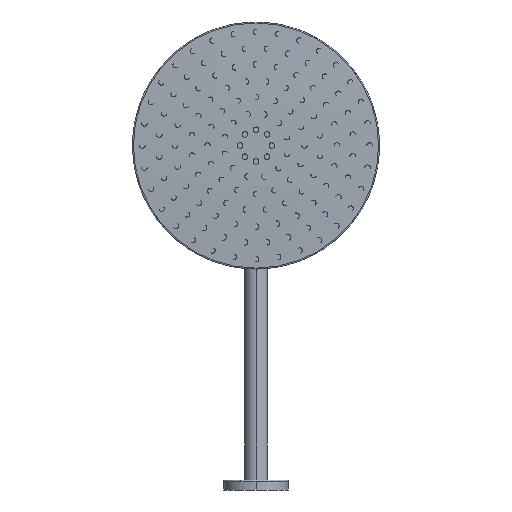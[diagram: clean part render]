
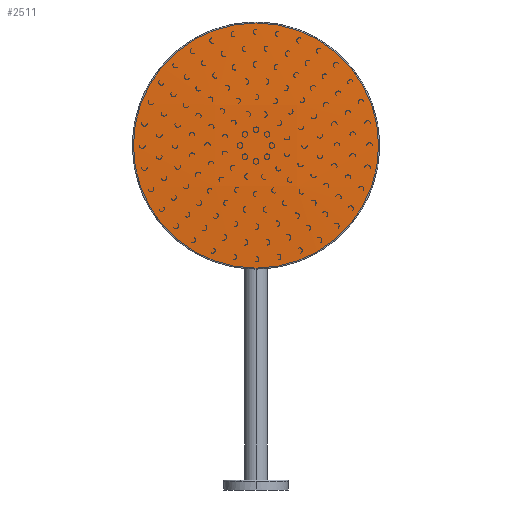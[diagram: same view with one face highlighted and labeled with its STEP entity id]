
A CAD part, front view. The second image highlights one B-rep face of the part: STEP entity #2511.
In plain terms, the highlighted free-form (B-spline) face has degree [3, 3] with [4, 4] control points.
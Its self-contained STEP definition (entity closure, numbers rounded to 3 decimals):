
#1482 = CARTESIAN_POINT ( 'NONE',  ( -41.792, -89.905, 230.221 ) ) ;
#2511 = ADVANCED_FACE ( 'NONE', ( #25705 ), #7707, .T. ) ;
#3003 = CARTESIAN_POINT ( 'NONE',  ( 0., -88.989, 232.461 ) ) ;
#3300 = AXIS2_PLACEMENT_3D ( 'NONE', #47642, #47460, #18069 ) ;
#6122 = CARTESIAN_POINT ( 'NONE',  ( 126.544, -89.891, 398.127 ) ) ;
#7707 =( BOUNDED_SURFACE ( )  B_SPLINE_SURFACE ( 3, 3, ( 
 ( #9718, #27033, #1482, #48581 ),
 ( #10081, #52685, #44118, #14006 ),
 ( #6122, #30931, #31296, #18638 ),
 ( #10425, #23088, #35568, #27212 ) ),
 .UNSPECIFIED., .F., .F., .F. ) 
 B_SPLINE_SURFACE_WITH_KNOTS ( ( 4, 4 ),
 ( 4, 4 ),
 ( 0., 1. ),
 ( 0., 1. ),
 .UNSPECIFIED. ) 
 GEOMETRIC_REPRESENTATION_ITEM ( )  RATIONAL_B_SPLINE_SURFACE ( (
 ( 1., 0.999, 0.999, 1.),
 ( 0.999, 0.998, 0.998, 0.999),
 ( 0.999, 0.998, 0.998, 0.999),
 ( 1., 0.999, 0.999, 1.) ) ) 
 REPRESENTATION_ITEM ( '' )  SURFACE ( )  );
#8436 = CARTESIAN_POINT ( 'NONE',  ( 0., -88.989, 356.5 ) ) ;
#9718 = CARTESIAN_POINT ( 'NONE',  ( 126.346, -85.813, 230.221 ) ) ;
#9860 = CIRCLE ( 'NONE', #3300, 124.039 ) ;
#10081 = CARTESIAN_POINT ( 'NONE',  ( 126.543, -89.879, 314.125 ) ) ;
#10425 = CARTESIAN_POINT ( 'NONE',  ( 126.348, -85.849, 482.031 ) ) ;
#12278 = VERTEX_POINT ( 'NONE', #37638 ) ;
#14006 = CARTESIAN_POINT ( 'NONE',  ( -126.01, -89.905, 314.125 ) ) ;
#18069 = DIRECTION ( 'NONE',  ( 0., 0., 1. ) ) ;
#18638 = CARTESIAN_POINT ( 'NONE',  ( -126.01, -89.917, 398.127 ) ) ;
#21029 = ORIENTED_EDGE ( 'NONE', *, *, #30099, .T. ) ;
#21280 = DIRECTION ( 'NONE',  ( 0., -1., 0. ) ) ;
#23088 = CARTESIAN_POINT ( 'NONE',  ( 42.327, -89.932, 482.031 ) ) ;
#24452 = VERTEX_POINT ( 'NONE', #3003 ) ;
#25705 = FACE_OUTER_BOUND ( 'NONE', #40229, .T. ) ;
#25768 = DIRECTION ( 'NONE',  ( 0., 0., 1. ) ) ;
#27033 = CARTESIAN_POINT ( 'NONE',  ( 42.326, -89.896, 230.221 ) ) ;
#27212 = CARTESIAN_POINT ( 'NONE',  ( -125.814, -85.875, 482.031 ) ) ;
#30099 = EDGE_CURVE ( 'NONE', #24452, #12278, #46833, .T. ) ;
#30931 = CARTESIAN_POINT ( 'NONE',  ( 42.393, -93.981, 398.127 ) ) ;
#31296 = CARTESIAN_POINT ( 'NONE',  ( -41.858, -93.99, 398.127 ) ) ;
#35568 = CARTESIAN_POINT ( 'NONE',  ( -41.793, -89.941, 482.031 ) ) ;
#37638 = CARTESIAN_POINT ( 'NONE',  ( 0., -88.989, 480.539 ) ) ;
#40229 = EDGE_LOOP ( 'NONE', ( #42674, #21029 ) ) ;
#42674 = ORIENTED_EDGE ( 'NONE', *, *, #51285, .T. ) ;
#44118 = CARTESIAN_POINT ( 'NONE',  ( -41.858, -93.977, 314.125 ) ) ;
#46833 = CIRCLE ( 'NONE', #51722, 124.039 ) ;
#47460 = DIRECTION ( 'NONE',  ( 0., -1., 0. ) ) ;
#47642 = CARTESIAN_POINT ( 'NONE',  ( 0., -88.989, 356.5 ) ) ;
#48581 = CARTESIAN_POINT ( 'NONE',  ( -125.813, -85.838, 230.221 ) ) ;
#51285 = EDGE_CURVE ( 'NONE', #12278, #24452, #9860, .T. ) ;
#51722 = AXIS2_PLACEMENT_3D ( 'NONE', #8436, #21280, #25768 ) ;
#52685 = CARTESIAN_POINT ( 'NONE',  ( 42.393, -93.969, 314.125 ) ) ;
